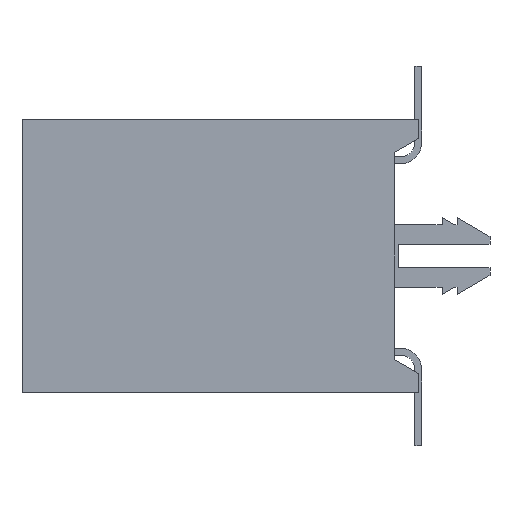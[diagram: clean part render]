
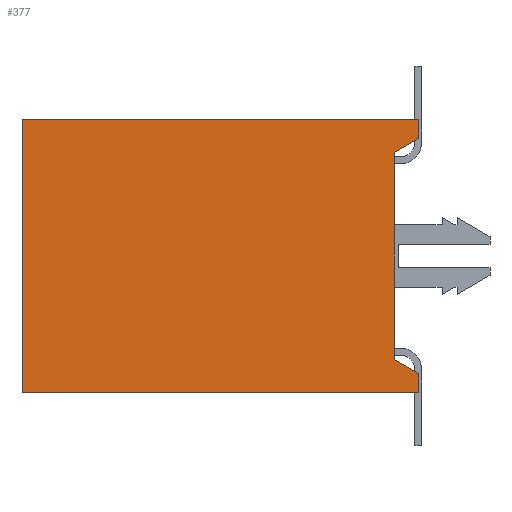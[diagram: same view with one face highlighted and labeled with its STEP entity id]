
A CAD part, left-side view. The second image highlights one B-rep face of the part: STEP entity #377.
In plain terms, the highlighted planar face has unit normal (-1, 0, 0).
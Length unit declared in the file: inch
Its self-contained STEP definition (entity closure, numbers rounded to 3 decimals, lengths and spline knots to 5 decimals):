
#377 = ADVANCED_FACE( '', ( #857 ), #858, .F. );
#857 = FACE_OUTER_BOUND( '', #1449, .T. );
#858 = PLANE( '', #1450 );
#1449 = EDGE_LOOP( '', ( #2445, #2446, #2447, #2448, #2449, #2450, #2451, #2452 ) );
#1450 = AXIS2_PLACEMENT_3D( '', #2453, #2454, #2455 );
#2445 = ORIENTED_EDGE( '', *, *, #3932, .F. );
#2446 = ORIENTED_EDGE( '', *, *, #4019, .T. );
#2447 = ORIENTED_EDGE( '', *, *, #4020, .F. );
#2448 = ORIENTED_EDGE( '', *, *, #3721, .F. );
#2449 = ORIENTED_EDGE( '', *, *, #4021, .T. );
#2450 = ORIENTED_EDGE( '', *, *, #4022, .T. );
#2451 = ORIENTED_EDGE( '', *, *, #4023, .F. );
#2452 = ORIENTED_EDGE( '', *, *, #4024, .F. );
#2453 = CARTESIAN_POINT( '', ( -0.15, 0.29, -0.1 ) );
#2454 = DIRECTION( '', ( 1., 0., 0. ) );
#2455 = DIRECTION( '', ( 0., 0., -1. ) );
#3721 = EDGE_CURVE( '', #4500, #4502, #4503, .T. );
#3932 = EDGE_CURVE( '', #4854, #4850, #4856, .T. );
#4019 = EDGE_CURVE( '', #4854, #4991, #4992, .T. );
#4020 = EDGE_CURVE( '', #4502, #4991, #4993, .T. );
#4021 = EDGE_CURVE( '', #4500, #4994, #4995, .T. );
#4022 = EDGE_CURVE( '', #4994, #4996, #4997, .T. );
#4023 = EDGE_CURVE( '', #4998, #4996, #4999, .T. );
#4024 = EDGE_CURVE( '', #4850, #4998, #5000, .T. );
#4500 = VERTEX_POINT( '', #5637 );
#4502 = VERTEX_POINT( '', #5640 );
#4503 = LINE( '', #5641, #5642 );
#4850 = VERTEX_POINT( '', #6155 );
#4854 = VERTEX_POINT( '', #6161 );
#4856 = LINE( '', #6164, #6165 );
#4991 = VERTEX_POINT( '', #6359 );
#4992 = LINE( '', #6360, #6361 );
#4993 = LINE( '', #6362, #6363 );
#4994 = VERTEX_POINT( '', #6364 );
#4995 = LINE( '', #6365, #6366 );
#4996 = VERTEX_POINT( '', #6367 );
#4997 = LINE( '', #6368, #6369 );
#4998 = VERTEX_POINT( '', #6370 );
#4999 = LINE( '', #6371, #6372 );
#5000 = LINE( '', #6373, #6374 );
#5637 = CARTESIAN_POINT( '', ( -0.15, 0.29, -0.1 ) );
#5640 = CARTESIAN_POINT( '', ( -0.15, 0.29, 0.1 ) );
#5641 = CARTESIAN_POINT( '', ( -0.15, 0.29, -0.1 ) );
#5642 = VECTOR( '', #7137, 39.37008 );
#6155 = CARTESIAN_POINT( '', ( -0.15, 0.018, 0.07561 ) );
#6161 = CARTESIAN_POINT( '', ( -0.15, 0., 0.086 ) );
#6164 = CARTESIAN_POINT( '', ( -0.15, 0.29804, -0.08607 ) );
#6165 = VECTOR( '', #7316, 39.37008 );
#6359 = CARTESIAN_POINT( '', ( -0.15, 0., 0.1 ) );
#6360 = CARTESIAN_POINT( '', ( -0.15, 0., -0.1 ) );
#6361 = VECTOR( '', #7397, 39.37008 );
#6362 = CARTESIAN_POINT( '', ( -0.15, 0.29, 0.1 ) );
#6363 = VECTOR( '', #7398, 39.37008 );
#6364 = CARTESIAN_POINT( '', ( -0.15, 0., -0.1 ) );
#6365 = CARTESIAN_POINT( '', ( -0.15, 0.29, -0.1 ) );
#6366 = VECTOR( '', #7399, 39.37008 );
#6367 = CARTESIAN_POINT( '', ( -0.15, 0., -0.086 ) );
#6368 = CARTESIAN_POINT( '', ( -0.15, 0., -0.1 ) );
#6369 = VECTOR( '', #7400, 39.37008 );
#6370 = CARTESIAN_POINT( '', ( -0.15, 0.018, -0.07561 ) );
#6371 = CARTESIAN_POINT( '', ( -0.15, 0.21144, 0.03607 ) );
#6372 = VECTOR( '', #7401, 39.37008 );
#6373 = CARTESIAN_POINT( '', ( -0.15, 0.018, -0.1 ) );
#6374 = VECTOR( '', #7402, 39.37008 );
#7137 = DIRECTION( '', ( 0., 0., 1. ) );
#7316 = DIRECTION( '', ( 0., 0.866, -0.5 ) );
#7397 = DIRECTION( '', ( 0., 0., 1. ) );
#7398 = DIRECTION( '', ( 0., -1., 0. ) );
#7399 = DIRECTION( '', ( 0., -1., 0. ) );
#7400 = DIRECTION( '', ( 0., 0., 1. ) );
#7401 = DIRECTION( '', ( 0., -0.866, -0.5 ) );
#7402 = DIRECTION( '', ( 0., 0., -1. ) );
